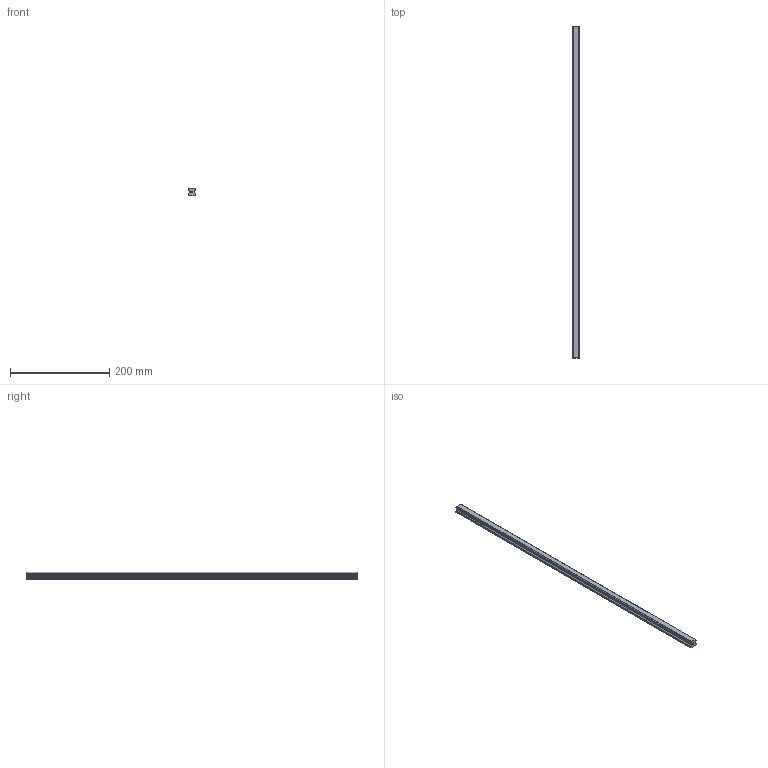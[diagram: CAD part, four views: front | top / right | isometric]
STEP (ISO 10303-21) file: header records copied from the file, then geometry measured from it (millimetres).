
FILE_DESCRIPTION(('STEP AP214'),'1');
FILE_NAME('cctmp_9A6B6EA0-F662-40CF-A90E-BF9B3F139E3D_2021_01_19_14_33_44_0182..stp','2021-01-19T13:33:44',('HIWIN GmbH'),('CADClick - www.CADClick.com'),'Spatial InterOp 3D',' ','unknown authorization');
FILE_SCHEMA(('AUTOMOTIVE_DESIGN'));
Length unit declared in the file: millimetre
Products named in the file (1): HGR15T670C_FILE
Bounding box: 15 x 670 x 15 mm (x, y, z)
Volume: 125788.6 mm3; surface area: 42773.5 mm2
Topology: 1 solids, 1 shells, 159 faces, 437 edges, 273 vertices
Faces by surface type: plane 89, cylinder 48, cone 22
Entity records: 6153 total; most frequent: CARTESIAN_POINT 848, DIRECTION 831, ORIENTED_EDGE 830, EDGE_CURVE 415, LINE 319, VECTOR 319, VERTEX_POINT 273, AXIS2_PLACEMENT_3D 256
